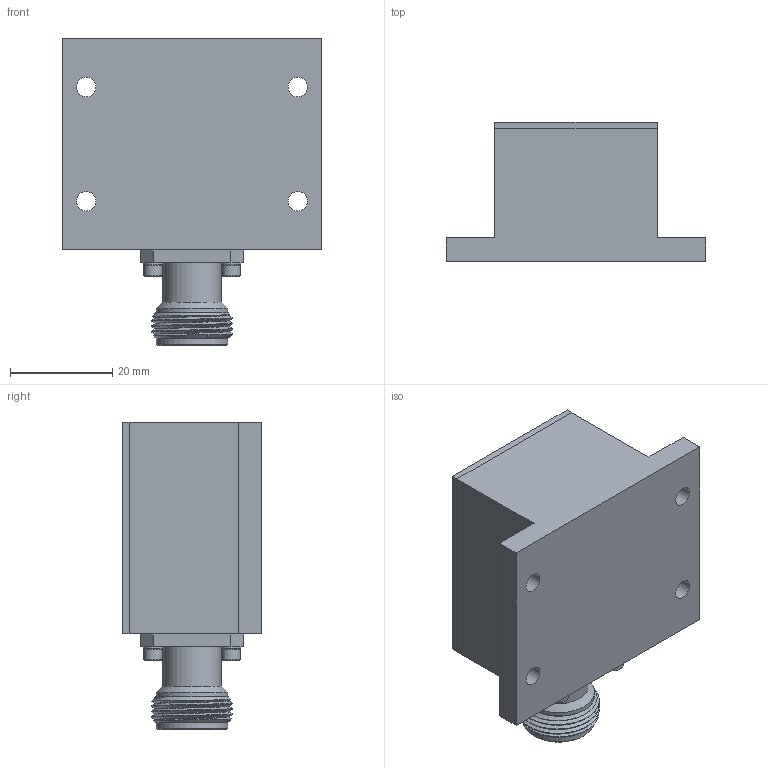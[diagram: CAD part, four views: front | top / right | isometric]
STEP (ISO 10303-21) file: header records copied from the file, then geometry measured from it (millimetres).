
FILE_DESCRIPTION (( 'STEP AP203' ), '1' );
FILE_NAME ('FMTR1011_3D.step', '2022-07-22T15:13:25', ( '' ), ( '' ), 'SwSTEP 2.0', 'SolidWorks 2021', '' );
FILE_SCHEMA (( 'CONFIG_CONTROL_DESIGN' ));
Length unit declared in the file: inch
Products named in the file (1): FMTR1011_3D
Bounding box: 50.8 x 27.18 x 60.1 mm (x, y, z)
Volume: 41845.6 mm3; surface area: 10264.5 mm2
Topology: 1 solids, 1 shells, 484 faces, 1224 edges, 793 vertices
Faces by surface type: plane 314, cone 79, bspline 55, cylinder 36
Full cylindrical faces by diameter (mm): 1.524 x1, 2.54 x1, 3.658 x4, 3.81 x4, 3.856 x4, 4.064 x4, 7.112 x1, 8.382 x1, 11.431 x1, 13.971 x2
Entity records: 20327 total; most frequent: CARTESIAN_POINT 9431, ORIENTED_EDGE 2334, DIRECTION 1943, EDGE_CURVE 1167, VERTEX_POINT 778, VECTOR 723, LINE 723, AXIS2_PLACEMENT_3D 610
